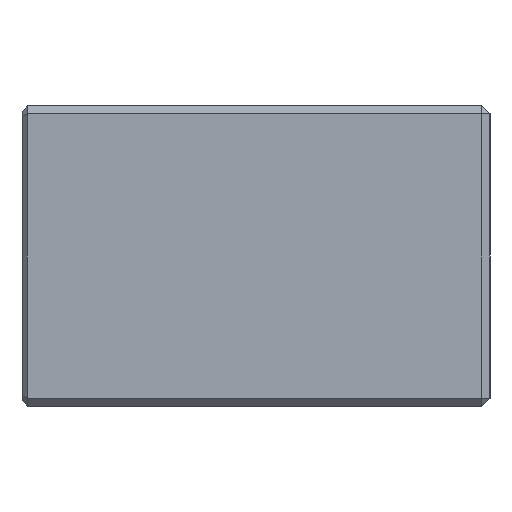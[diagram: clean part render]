
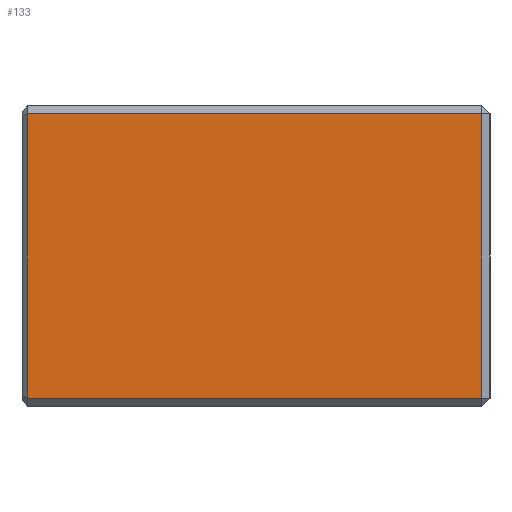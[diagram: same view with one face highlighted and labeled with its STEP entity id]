
A CAD part, left-side view. The second image highlights one B-rep face of the part: STEP entity #133.
In plain terms, the highlighted planar face has unit normal (-1, 0, 0).
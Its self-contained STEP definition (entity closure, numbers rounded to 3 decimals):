
#30 = EDGE_CURVE ( 'NONE', #116, #187, #132, .T. ) ;
#56 = ORIENTED_EDGE ( 'NONE', *, *, #301, .T. ) ;
#78 = EDGE_CURVE ( 'NONE', #187, #280, #959, .T. ) ;
#104 = VECTOR ( 'NONE', #238, 1000. ) ;
#116 = VERTEX_POINT ( 'NONE', #680 ) ;
#126 = VECTOR ( 'NONE', #612, 1000. ) ;
#132 = LINE ( 'NONE', #718, #104 ) ;
#133 = ADVANCED_FACE ( 'NONE', ( #224 ), #491, .F. ) ;
#187 = VERTEX_POINT ( 'NONE', #325 ) ;
#224 = FACE_OUTER_BOUND ( 'NONE', #750, .T. ) ;
#238 = DIRECTION ( 'NONE',  ( 0., 1., 0. ) ) ;
#280 = VERTEX_POINT ( 'NONE', #607 ) ;
#297 = VECTOR ( 'NONE', #541, 1000. ) ;
#301 = EDGE_CURVE ( 'NONE', #280, #519, #1021, .T. ) ;
#325 = CARTESIAN_POINT ( 'NONE',  ( -17.5, 17.1, 5.25 ) ) ;
#351 = CARTESIAN_POINT ( 'NONE',  ( -17.5, 0.3, 0. ) ) ;
#379 = ORIENTED_EDGE ( 'NONE', *, *, #78, .T. ) ;
#413 = DIRECTION ( 'NONE',  ( 0., 0., 1. ) ) ;
#484 = VECTOR ( 'NONE', #1147, 1000. ) ;
#491 = PLANE ( 'NONE',  #1232 ) ;
#505 = CARTESIAN_POINT ( 'NONE',  ( -17.5, 17.3, -5.25 ) ) ;
#519 = VERTEX_POINT ( 'NONE', #1011 ) ;
#540 = EDGE_CURVE ( 'NONE', #519, #116, #814, .T. ) ;
#541 = DIRECTION ( 'NONE',  ( 0., 0., 1. ) ) ;
#581 = CARTESIAN_POINT ( 'NONE',  ( -17.5, 17.3, 0. ) ) ;
#607 = CARTESIAN_POINT ( 'NONE',  ( -17.5, 17.1, -5.25 ) ) ;
#612 = DIRECTION ( 'NONE',  ( 0., -1., 0. ) ) ;
#680 = CARTESIAN_POINT ( 'NONE',  ( -17.5, 0.3, 5.25 ) ) ;
#686 = DIRECTION ( 'NONE',  ( 1., 0., 0. ) ) ;
#718 = CARTESIAN_POINT ( 'NONE',  ( -17.5, 17.3, 5.25 ) ) ;
#750 = EDGE_LOOP ( 'NONE', ( #1152, #379, #56, #881 ) ) ;
#814 = LINE ( 'NONE', #351, #297 ) ;
#868 = CARTESIAN_POINT ( 'NONE',  ( -17.5, 17.1, -5.25 ) ) ;
#881 = ORIENTED_EDGE ( 'NONE', *, *, #540, .T. ) ;
#959 = LINE ( 'NONE', #868, #484 ) ;
#1011 = CARTESIAN_POINT ( 'NONE',  ( -17.5, 0.3, -5.25 ) ) ;
#1021 = LINE ( 'NONE', #505, #126 ) ;
#1147 = DIRECTION ( 'NONE',  ( 0., 0., -1. ) ) ;
#1152 = ORIENTED_EDGE ( 'NONE', *, *, #30, .T. ) ;
#1232 = AXIS2_PLACEMENT_3D ( 'NONE', #581, #686, #413 ) ;
